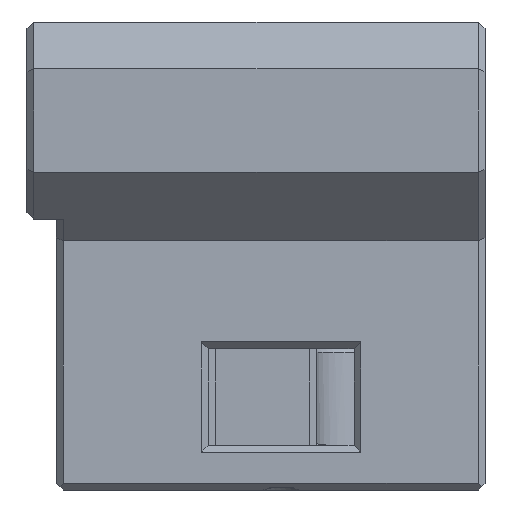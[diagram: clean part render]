
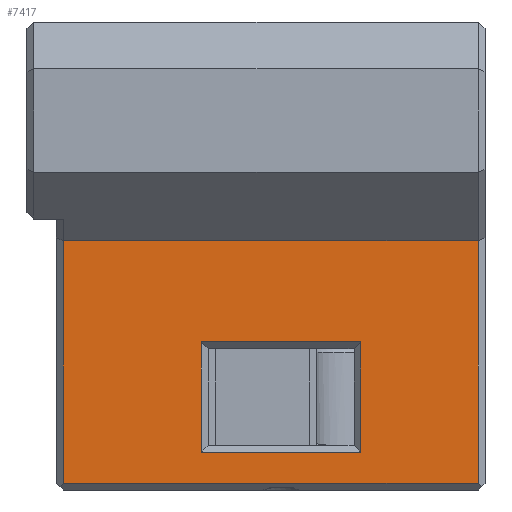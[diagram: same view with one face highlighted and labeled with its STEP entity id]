
A CAD part, left-side view. The second image highlights one B-rep face of the part: STEP entity #7417.
In plain terms, the highlighted planar face has unit normal (-1, 0, 0).
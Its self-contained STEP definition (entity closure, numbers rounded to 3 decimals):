
#7344=CARTESIAN_POINT('',(247.869,565.725,0.));
#7345=DIRECTION('',(-1.,0.,0.));
#7346=DIRECTION('',(0.,-1.,0.));
#7347=AXIS2_PLACEMENT_3D('',#7344,#7345,#7346);
#7348=PLANE('',#7347);
#7349=CARTESIAN_POINT('',(247.869,612.932,2.13));
#7350=VERTEX_POINT('',#7349);
#7351=CARTESIAN_POINT('',(247.869,612.932,13.33));
#7352=VERTEX_POINT('',#7351);
#7353=CARTESIAN_POINT('',(247.869,612.932,2.13));
#7354=DIRECTION('',(0.,0.,1.));
#7355=VECTOR('',#7354,11.2);
#7356=LINE('',#7353,#7355);
#7357=EDGE_CURVE('',#7350,#7352,#7356,.T.);
#7358=ORIENTED_EDGE('',*,*,#7357,.T.);
#7359=CARTESIAN_POINT('',(247.869,596.732,13.33));
#7360=VERTEX_POINT('',#7359);
#7361=CARTESIAN_POINT('',(247.869,612.932,13.33));
#7362=DIRECTION('',(0.,-1.,0.));
#7363=VECTOR('',#7362,16.2);
#7364=LINE('',#7361,#7363);
#7365=EDGE_CURVE('',#7352,#7360,#7364,.T.);
#7366=ORIENTED_EDGE('',*,*,#7365,.T.);
#7367=CARTESIAN_POINT('',(247.869,596.732,2.13));
#7368=VERTEX_POINT('',#7367);
#7369=CARTESIAN_POINT('',(247.869,596.732,13.33));
#7370=DIRECTION('',(0.,0.,-1.));
#7371=VECTOR('',#7370,11.2);
#7372=LINE('',#7369,#7371);
#7373=EDGE_CURVE('',#7360,#7368,#7372,.T.);
#7374=ORIENTED_EDGE('',*,*,#7373,.T.);
#7375=CARTESIAN_POINT('',(247.869,596.732,2.13));
#7376=DIRECTION('',(0.,1.,0.));
#7377=VECTOR('',#7376,16.2);
#7378=LINE('',#7375,#7377);
#7379=EDGE_CURVE('',#7368,#7350,#7378,.T.);
#7380=ORIENTED_EDGE('',*,*,#7379,.T.);
#7381=EDGE_LOOP('',(#7358,#7366,#7374,#7380));
#7382=FACE_BOUND('',#7381,.T.);
#7383=CARTESIAN_POINT('',(247.869,626.932,23.584));
#7384=VERTEX_POINT('',#7383);
#7385=CARTESIAN_POINT('',(247.869,626.932,-1.));
#7386=VERTEX_POINT('',#7385);
#7387=CARTESIAN_POINT('',(247.869,626.932,23.584));
#7388=DIRECTION('',(0.,0.,-1.));
#7389=VECTOR('',#7388,24.584);
#7390=LINE('',#7387,#7389);
#7391=EDGE_CURVE('',#7384,#7386,#7390,.T.);
#7392=ORIENTED_EDGE('',*,*,#7391,.T.);
#7393=CARTESIAN_POINT('',(247.869,584.832,-1.));
#7394=VERTEX_POINT('',#7393);
#7395=CARTESIAN_POINT('',(247.869,626.932,-1.));
#7396=DIRECTION('',(0.,-1.,0.));
#7397=VECTOR('',#7396,42.1);
#7398=LINE('',#7395,#7397);
#7399=EDGE_CURVE('',#7386,#7394,#7398,.T.);
#7400=ORIENTED_EDGE('',*,*,#7399,.T.);
#7401=CARTESIAN_POINT('',(247.869,584.832,23.584));
#7402=VERTEX_POINT('',#7401);
#7403=CARTESIAN_POINT('',(247.869,584.832,-1.));
#7404=DIRECTION('',(0.,0.,1.));
#7405=VECTOR('',#7404,24.584);
#7406=LINE('',#7403,#7405);
#7407=EDGE_CURVE('',#7394,#7402,#7406,.T.);
#7408=ORIENTED_EDGE('',*,*,#7407,.T.);
#7409=CARTESIAN_POINT('',(247.869,584.832,23.584));
#7410=DIRECTION('',(0.,1.,0.));
#7411=VECTOR('',#7410,42.1);
#7412=LINE('',#7409,#7411);
#7413=EDGE_CURVE('',#7402,#7384,#7412,.T.);
#7414=ORIENTED_EDGE('',*,*,#7413,.T.);
#7415=EDGE_LOOP('',(#7392,#7400,#7408,#7414));
#7416=FACE_BOUND('',#7415,.T.);
#7417=ADVANCED_FACE('',(#7382,#7416),#7348,.T.);
